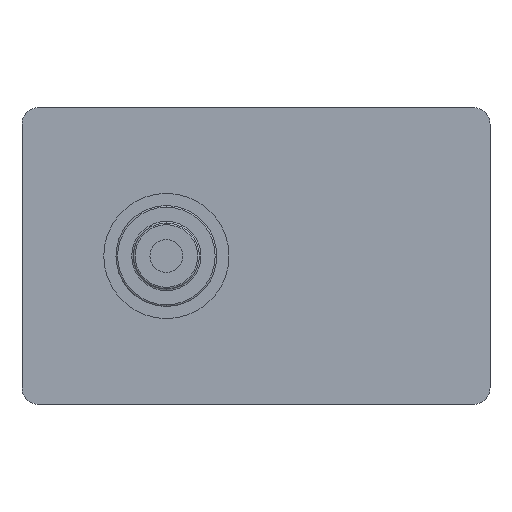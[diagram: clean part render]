
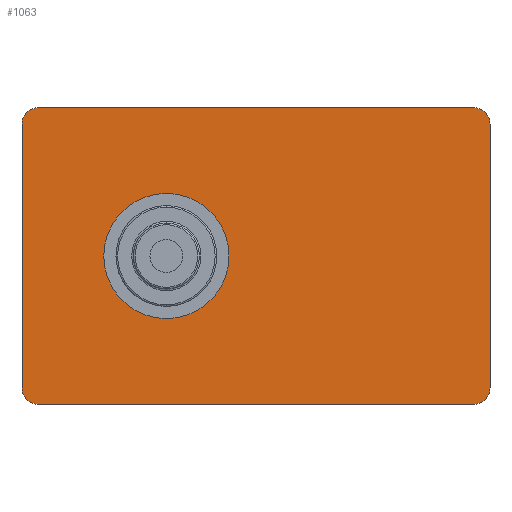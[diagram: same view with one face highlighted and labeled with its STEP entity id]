
A CAD part, left-side view. The second image highlights one B-rep face of the part: STEP entity #1063.
In plain terms, the highlighted planar face has unit normal (-1, 0, 0).
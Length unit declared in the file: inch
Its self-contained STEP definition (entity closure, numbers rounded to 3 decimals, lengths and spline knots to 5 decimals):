
#141 = CARTESIAN_POINT ( 'NONE',  ( 1.25, 1.94, -2.25 ) ) ;
#142 = CARTESIAN_POINT ( 'NONE',  ( 1.25, -4.66, -2.25 ) ) ;
#143 = CARTESIAN_POINT ( 'NONE',  ( 1.25, -4.91, -2. ) ) ;
#144 = CARTESIAN_POINT ( 'NONE',  ( 1.25, -4.91, 2. ) ) ;
#145 = CARTESIAN_POINT ( 'NONE',  ( 1.25, -4.66, 2.25 ) ) ;
#146 = CARTESIAN_POINT ( 'NONE',  ( 1.25, 1.94, 2.25 ) ) ;
#147 = CARTESIAN_POINT ( 'NONE',  ( 1.25, 2.19, 2. ) ) ;
#148 = CARTESIAN_POINT ( 'NONE',  ( 1.25, 2.19, -2. ) ) ;
#244 = EDGE_CURVE ( 'NONE', #1199, #1200, #2337, .T. ) ;
#245 = EDGE_CURVE ( 'NONE', #1201, #1202, #2338, .T. ) ;
#246 = EDGE_CURVE ( 'NONE', #1201, #1200, #2336, .T. ) ;
#247 = EDGE_CURVE ( 'NONE', #1197, #1198, #2342, .T. ) ;
#248 = EDGE_CURVE ( 'NONE', #1198, #1199, #2334, .T. ) ;
#249 = EDGE_CURVE ( 'NONE', #1196, #1197, #2344, .T. ) ;
#253 = AXIS2_PLACEMENT_3D ( 'NONE', #1214, #1215, #1216 ) ;
#256 = AXIS2_PLACEMENT_3D ( 'NONE', #366, #1212, #1213 ) ;
#259 = EDGE_CURVE ( 'NONE', #1203, #1202, #2354, .T. ) ;
#261 = EDGE_CURVE ( 'NONE', #1203, #1196, #2359, .T. ) ;
#326 = VERTEX_POINT ( 'NONE', #1330 ) ;
#327 = VERTEX_POINT ( 'NONE', #1331 ) ;
#366 = CARTESIAN_POINT ( 'NONE',  ( 1.25, -4.66, 2. ) ) ;
#377 = EDGE_CURVE ( 'NONE', #326, #327, #2382, .T. ) ;
#485 = EDGE_LOOP ( 'NONE', ( #2230, #2231, #2232, #2233, #2234, #2235, #2236, #2237 ) ) ;
#490 = EDGE_LOOP ( 'NONE', ( #2238, #2239 ) ) ;
#726 = EDGE_CURVE ( 'NONE', #327, #326, #2510, .T. ) ;
#1063 = ADVANCED_FACE ( 'NONE', ( #4324, #4327 ), #5106, .T. ) ;
#1196 = VERTEX_POINT ( 'NONE', #141 ) ;
#1197 = VERTEX_POINT ( 'NONE', #142 ) ;
#1198 = VERTEX_POINT ( 'NONE', #143 ) ;
#1199 = VERTEX_POINT ( 'NONE', #144 ) ;
#1200 = VERTEX_POINT ( 'NONE', #145 ) ;
#1201 = VERTEX_POINT ( 'NONE', #146 ) ;
#1202 = VERTEX_POINT ( 'NONE', #147 ) ;
#1203 = VERTEX_POINT ( 'NONE', #148 ) ;
#1212 = DIRECTION ( 'NONE',  ( -1., 0., 0. ) ) ;
#1213 = DIRECTION ( 'NONE',  ( 0., 0., 1. ) ) ;
#1214 = CARTESIAN_POINT ( 'NONE',  ( 1.25, 1.94, 2. ) ) ;
#1215 = DIRECTION ( 'NONE',  ( -1., 0., 0. ) ) ;
#1216 = DIRECTION ( 'NONE',  ( 0., 0., 1. ) ) ;
#1218 = CARTESIAN_POINT ( 'NONE',  ( 1.25, 2.19, 2.25 ) ) ;
#1219 = DIRECTION ( 'NONE',  ( 0., -1., 0. ) ) ;
#1220 = CARTESIAN_POINT ( 'NONE',  ( 1.25, -4.66, -2. ) ) ;
#1221 = DIRECTION ( 'NONE',  ( -1., 0., 0. ) ) ;
#1222 = DIRECTION ( 'NONE',  ( 0., 0., 1. ) ) ;
#1223 = CARTESIAN_POINT ( 'NONE',  ( 1.25, -4.91, -1.69 ) ) ;
#1224 = DIRECTION ( 'NONE',  ( 0., 0., 1. ) ) ;
#1225 = CARTESIAN_POINT ( 'NONE',  ( 1.25, 2.19, -2.25 ) ) ;
#1226 = DIRECTION ( 'NONE',  ( 0., -1., 0. ) ) ;
#1234 = CARTESIAN_POINT ( 'NONE',  ( 1.25, 2.19, -1.69 ) ) ;
#1240 = CARTESIAN_POINT ( 'NONE',  ( 1.25, 1.94, -2. ) ) ;
#1241 = DIRECTION ( 'NONE',  ( 0., 0., 1. ) ) ;
#1244 = DIRECTION ( 'NONE',  ( -1., 0., 0. ) ) ;
#1245 = DIRECTION ( 'NONE',  ( 0., 0., 1. ) ) ;
#1330 = CARTESIAN_POINT ( 'NONE',  ( 1.25, 0., -0.45 ) ) ;
#1331 = CARTESIAN_POINT ( 'NONE',  ( 1.25, 0., 0.45 ) ) ;
#1387 = CARTESIAN_POINT ( 'NONE',  ( 1.25, 0., 0. ) ) ;
#1388 = DIRECTION ( 'NONE',  ( -1., 0., 0. ) ) ;
#1389 = DIRECTION ( 'NONE',  ( 0., 0., 1. ) ) ;
#1464 = AXIS2_PLACEMENT_3D ( 'NONE', #1220, #1221, #1222 ) ;
#1465 = AXIS2_PLACEMENT_3D ( 'NONE', #1240, #1244, #1245 ) ;
#1484 = AXIS2_PLACEMENT_3D ( 'NONE', #1387, #1388, #1389 ) ;
#1568 = AXIS2_PLACEMENT_3D ( 'NONE', #2858, #2866, #2867 ) ;
#1720 = AXIS2_PLACEMENT_3D ( 'NONE', #5105, #5108, #5109 ) ;
#2230 = ORIENTED_EDGE ( 'NONE', *, *, #249, .T. ) ;
#2231 = ORIENTED_EDGE ( 'NONE', *, *, #247, .T. ) ;
#2232 = ORIENTED_EDGE ( 'NONE', *, *, #248, .T. ) ;
#2233 = ORIENTED_EDGE ( 'NONE', *, *, #244, .T. ) ;
#2234 = ORIENTED_EDGE ( 'NONE', *, *, #246, .F. ) ;
#2235 = ORIENTED_EDGE ( 'NONE', *, *, #245, .T. ) ;
#2236 = ORIENTED_EDGE ( 'NONE', *, *, #259, .F. ) ;
#2237 = ORIENTED_EDGE ( 'NONE', *, *, #261, .T. ) ;
#2238 = ORIENTED_EDGE ( 'NONE', *, *, #726, .F. ) ;
#2239 = ORIENTED_EDGE ( 'NONE', *, *, #377, .F. ) ;
#2334 = LINE ( 'NONE', #1223, #2343 ) ;
#2335 = VECTOR ( 'NONE', #1219, 39.37008 ) ;
#2336 = LINE ( 'NONE', #1218, #2335 ) ;
#2337 = CIRCLE ( 'NONE', #256, 0.25 ) ;
#2338 = CIRCLE ( 'NONE', #253, 0.25 ) ;
#2342 = CIRCLE ( 'NONE', #1464, 0.25 ) ;
#2343 = VECTOR ( 'NONE', #1224, 39.37008 ) ;
#2344 = LINE ( 'NONE', #1225, #2345 ) ;
#2345 = VECTOR ( 'NONE', #1226, 39.37008 ) ;
#2352 = VECTOR ( 'NONE', #1241, 39.37008 ) ;
#2354 = LINE ( 'NONE', #1234, #2352 ) ;
#2359 = CIRCLE ( 'NONE', #1465, 0.25 ) ;
#2382 = CIRCLE ( 'NONE', #1484, 0.45 ) ;
#2510 = CIRCLE ( 'NONE', #1568, 0.45 ) ;
#2858 = CARTESIAN_POINT ( 'NONE',  ( 1.25, 0., 0. ) ) ;
#2866 = DIRECTION ( 'NONE',  ( -1., 0., 0. ) ) ;
#2867 = DIRECTION ( 'NONE',  ( 0., 0., 1. ) ) ;
#4324 = FACE_OUTER_BOUND ( 'NONE', #485, .T. ) ;
#4327 = FACE_BOUND ( 'NONE', #490, .T. ) ;
#5105 = CARTESIAN_POINT ( 'NONE',  ( 1.25, 0.45, 0. ) ) ;
#5106 = PLANE ( 'NONE',  #1720 ) ;
#5108 = DIRECTION ( 'NONE',  ( -1., 0., 0. ) ) ;
#5109 = DIRECTION ( 'NONE',  ( 0., 0., 1. ) ) ;
